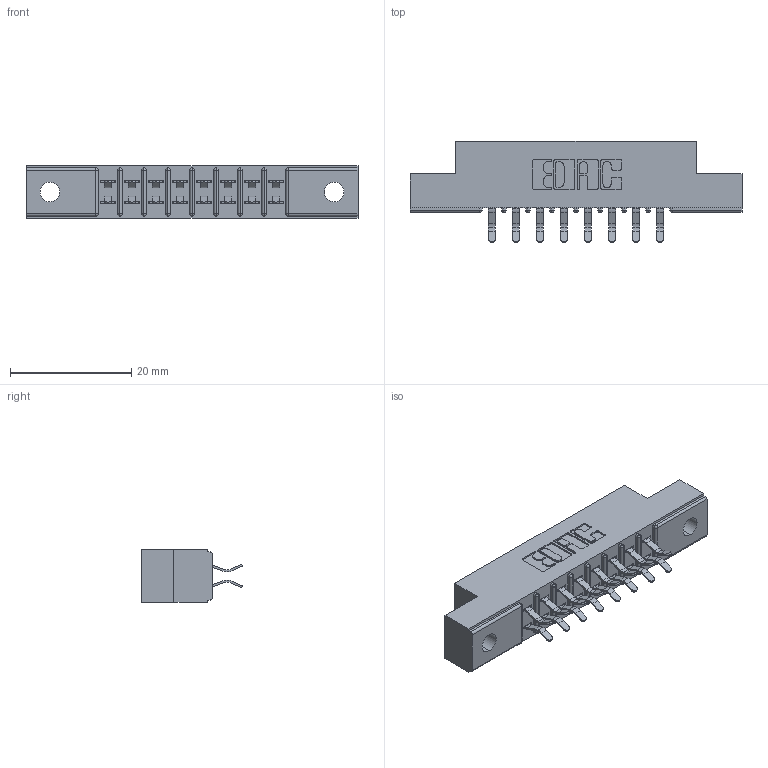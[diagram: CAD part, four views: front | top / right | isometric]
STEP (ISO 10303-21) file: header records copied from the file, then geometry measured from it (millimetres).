
FILE_DESCRIPTION (( 'STEP AP203' ), '1' );
FILE_NAME ('305-016-556-202.STEP', '2019-09-09T12:24:15', ( '' ), ( '' ), 'SwSTEP 2.0', 'SolidWorks 2016', '' );
FILE_SCHEMA (( 'CONFIG_CONTROL_DESIGN' ));
Length unit declared in the file: inch
Products named in the file (3): 305-016-556-202; 305-290-001_556; 305 Part_.128 Dia
Assembly tree (17 placements, depth 2):
  305-016-556-202
    305 Part_.128 Dia
    305-290-001_556  x16
Bounding box: 54.71 x 16.64 x 8.71 mm (x, y, z)
Volume: 3409.6 mm3; surface area: 5381 mm2
Topology: 17 solids, 17 shells, 1012 faces, 2900 edges, 1888 vertices
Faces by surface type: plane 564, cylinder 416, sphere 32
Entity records: 13025 total; most frequent: CARTESIAN_POINT 2158, ORIENTED_EDGE 2136, DIRECTION 2118, EDGE_CURVE 1068, LINE 822, VECTOR 822, VERTEX_POINT 688, AXIS2_PLACEMENT_3D 648
